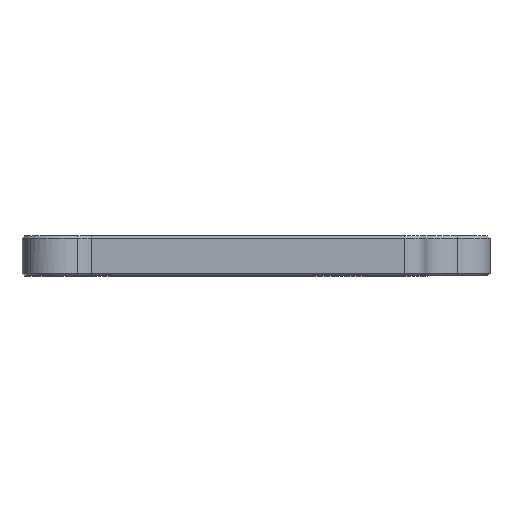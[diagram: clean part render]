
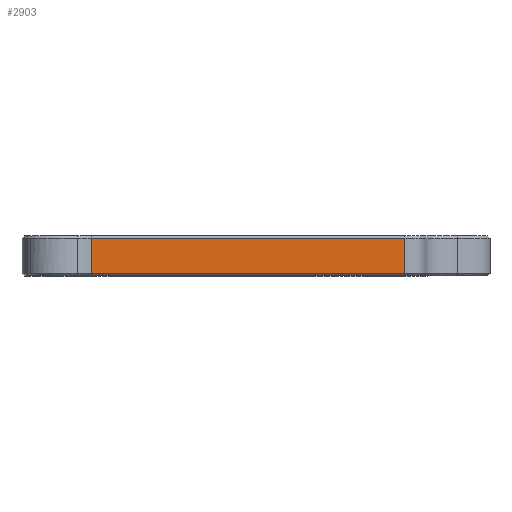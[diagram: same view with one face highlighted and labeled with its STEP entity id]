
A CAD part, top view. The second image highlights one B-rep face of the part: STEP entity #2903.
In plain terms, the highlighted planar face has unit normal (0, 0, 1).
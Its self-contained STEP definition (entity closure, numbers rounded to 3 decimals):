
#35 = VECTOR ( 'NONE', #532, 1000. ) ;
#281 = DIRECTION ( 'NONE',  ( 0., -1., 0. ) ) ;
#295 = DIRECTION ( 'NONE',  ( -1., 0., 0. ) ) ;
#469 = CARTESIAN_POINT ( 'NONE',  ( 29.674, 0.25, 10. ) ) ;
#532 = DIRECTION ( 'NONE',  ( -1., 0., 0. ) ) ;
#545 = PLANE ( 'NONE',  #1857 ) ;
#910 = VERTEX_POINT ( 'NONE', #1723 ) ;
#1087 = FACE_OUTER_BOUND ( 'NONE', #2140, .T. ) ;
#1223 = LINE ( 'NONE', #469, #2166 ) ;
#1467 = DIRECTION ( 'NONE',  ( 0., 1., 0. ) ) ;
#1557 = LINE ( 'NONE', #1607, #2277 ) ;
#1570 = CARTESIAN_POINT ( 'NONE',  ( -4.321, 3.75, 10. ) ) ;
#1607 = CARTESIAN_POINT ( 'NONE',  ( -4.321, 0., 10. ) ) ;
#1702 = CARTESIAN_POINT ( 'NONE',  ( 27., 4., 10. ) ) ;
#1723 = CARTESIAN_POINT ( 'NONE',  ( -4.321, 3.75, 10. ) ) ;
#1751 = LINE ( 'NONE', #1702, #3140 ) ;
#1773 = DIRECTION ( 'NONE',  ( 1., 0., 0. ) ) ;
#1811 = VERTEX_POINT ( 'NONE', #1817 ) ;
#1817 = CARTESIAN_POINT ( 'NONE',  ( 27., 0.25, 10. ) ) ;
#1841 = ORIENTED_EDGE ( 'NONE', *, *, #2944, .T. ) ;
#1857 = AXIS2_PLACEMENT_3D ( 'NONE', #2320, #2305, #295 ) ;
#1968 = ORIENTED_EDGE ( 'NONE', *, *, #3224, .T. ) ;
#2079 = LINE ( 'NONE', #1570, #35 ) ;
#2140 = EDGE_LOOP ( 'NONE', ( #2963, #2772, #1968, #1841 ) ) ;
#2166 = VECTOR ( 'NONE', #1773, 1000. ) ;
#2184 = CARTESIAN_POINT ( 'NONE',  ( -4.321, 0.25, 10. ) ) ;
#2277 = VECTOR ( 'NONE', #281, 1000. ) ;
#2291 = EDGE_CURVE ( 'NONE', #2694, #1811, #1223, .T. ) ;
#2305 = DIRECTION ( 'NONE',  ( 0., 0., -1. ) ) ;
#2320 = CARTESIAN_POINT ( 'NONE',  ( 29.674, 4., 10. ) ) ;
#2454 = EDGE_CURVE ( 'NONE', #910, #2694, #1557, .T. ) ;
#2659 = CARTESIAN_POINT ( 'NONE',  ( 27., 3.75, 10. ) ) ;
#2694 = VERTEX_POINT ( 'NONE', #2184 ) ;
#2772 = ORIENTED_EDGE ( 'NONE', *, *, #2291, .T. ) ;
#2903 = ADVANCED_FACE ( 'NONE', ( #1087 ), #545, .F. ) ;
#2944 = EDGE_CURVE ( 'NONE', #2989, #910, #2079, .T. ) ;
#2963 = ORIENTED_EDGE ( 'NONE', *, *, #2454, .T. ) ;
#2989 = VERTEX_POINT ( 'NONE', #2659 ) ;
#3140 = VECTOR ( 'NONE', #1467, 1000. ) ;
#3224 = EDGE_CURVE ( 'NONE', #1811, #2989, #1751, .T. ) ;
